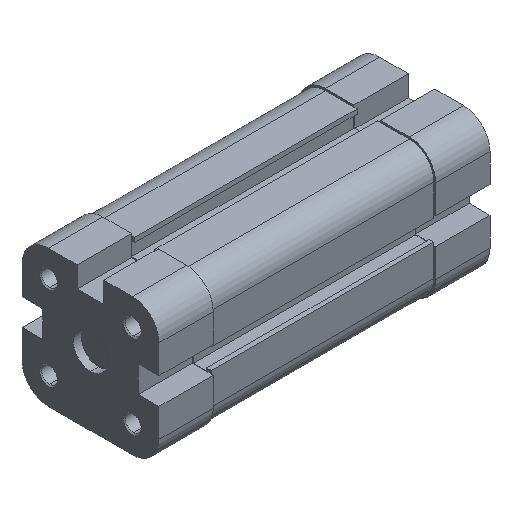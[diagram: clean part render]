
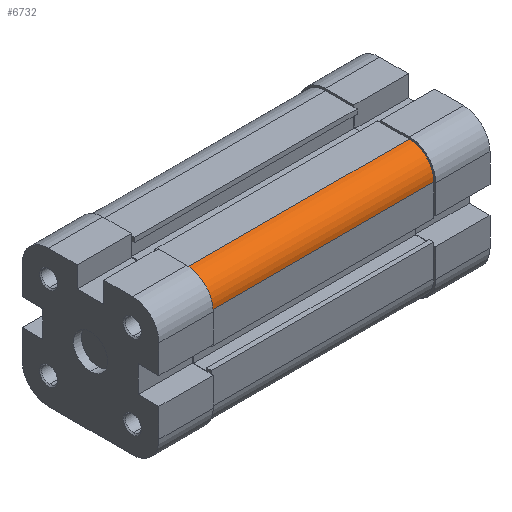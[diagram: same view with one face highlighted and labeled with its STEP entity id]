
A CAD part, isometric view. The second image highlights one B-rep face of the part: STEP entity #6732.
In plain terms, the highlighted cylindrical face has radius 6.5 mm (diameter 13 mm), a partial arc.
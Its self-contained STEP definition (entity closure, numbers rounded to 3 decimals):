
#702 = VECTOR ( 'NONE', #7391, 1000. ) ;
#703 = LINE ( 'NONE', #7390, #702 ) ;
#715 = CIRCLE ( 'NONE', #4291, 6.5 ) ;
#725 = CIRCLE ( 'NONE', #4290, 6.5 ) ;
#759 = VECTOR ( 'NONE', #7452, 1000. ) ;
#764 = LINE ( 'NONE', #7446, #759 ) ;
#1876 = DIRECTION ( 'NONE',  ( 0., 0., 1. ) ) ;
#1879 = DIRECTION ( 'NONE',  ( 1., 0., 0. ) ) ;
#1887 = CARTESIAN_POINT ( 'NONE',  ( 28.5, 6.5, -58.5 ) ) ;
#2050 = FACE_OUTER_BOUND ( 'NONE', #4643, .T. ) ;
#2052 = CYLINDRICAL_SURFACE ( 'NONE', #4540, 6.5 ) ;
#2409 = VERTEX_POINT ( 'NONE', #3048 ) ;
#2410 = VERTEX_POINT ( 'NONE', #3049 ) ;
#2443 = VERTEX_POINT ( 'NONE', #3082 ) ;
#2445 = VERTEX_POINT ( 'NONE', #3084 ) ;
#3048 = CARTESIAN_POINT ( 'NONE',  ( 28.5, 0., 0. ) ) ;
#3049 = CARTESIAN_POINT ( 'NONE',  ( 28.5, 0., -58.5 ) ) ;
#3082 = CARTESIAN_POINT ( 'NONE',  ( 35., 6.5, -58.5 ) ) ;
#3084 = CARTESIAN_POINT ( 'NONE',  ( 35., 6.5, 0. ) ) ;
#3950 = EDGE_CURVE ( 'NONE', #2409, #2445, #715, .T. ) ;
#3951 = EDGE_CURVE ( 'NONE', #2410, #2409, #703, .T. ) ;
#3955 = EDGE_CURVE ( 'NONE', #2410, #2443, #725, .T. ) ;
#3977 = EDGE_CURVE ( 'NONE', #2443, #2445, #764, .T. ) ;
#4290 = AXIS2_PLACEMENT_3D ( 'NONE', #7399, #7400, #7401 ) ;
#4291 = AXIS2_PLACEMENT_3D ( 'NONE', #7386, #7388, #7389 ) ;
#4540 = AXIS2_PLACEMENT_3D ( 'NONE', #1887, #1876, #1879 ) ;
#4643 = EDGE_LOOP ( 'NONE', ( #4773, #4772, #4771, #4770 ) ) ;
#4770 = ORIENTED_EDGE ( 'NONE', *, *, #3977, .T. ) ;
#4771 = ORIENTED_EDGE ( 'NONE', *, *, #3955, .T. ) ;
#4772 = ORIENTED_EDGE ( 'NONE', *, *, #3951, .F. ) ;
#4773 = ORIENTED_EDGE ( 'NONE', *, *, #3950, .F. ) ;
#6732 = ADVANCED_FACE ( 'NONE', ( #2050 ), #2052, .T. ) ;
#7386 = CARTESIAN_POINT ( 'NONE',  ( 28.5, 6.5, 0. ) ) ;
#7388 = DIRECTION ( 'NONE',  ( 0., 0., 1. ) ) ;
#7389 = DIRECTION ( 'NONE',  ( 1., 0., 0. ) ) ;
#7390 = CARTESIAN_POINT ( 'NONE',  ( 28.5, 0., -58.5 ) ) ;
#7391 = DIRECTION ( 'NONE',  ( 0., 0., 1. ) ) ;
#7399 = CARTESIAN_POINT ( 'NONE',  ( 28.5, 6.5, -58.5 ) ) ;
#7400 = DIRECTION ( 'NONE',  ( 0., 0., 1. ) ) ;
#7401 = DIRECTION ( 'NONE',  ( 1., 0., 0. ) ) ;
#7446 = CARTESIAN_POINT ( 'NONE',  ( 35., 6.5, -58.5 ) ) ;
#7452 = DIRECTION ( 'NONE',  ( 0., 0., 1. ) ) ;
